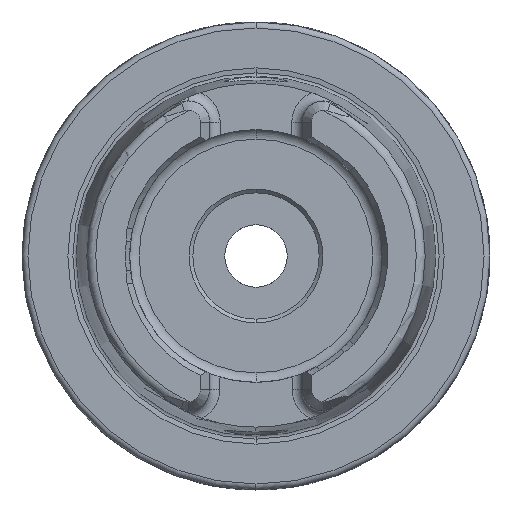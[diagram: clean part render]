
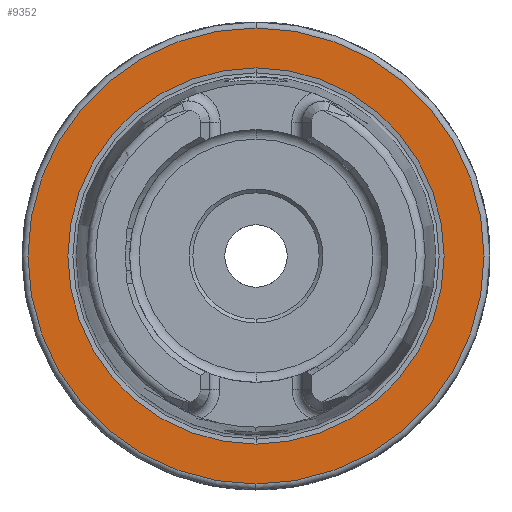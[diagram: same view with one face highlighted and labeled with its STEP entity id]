
A CAD part, left-side view. The second image highlights one B-rep face of the part: STEP entity #9352.
In plain terms, the highlighted planar face has unit normal (-1, 0, 0).
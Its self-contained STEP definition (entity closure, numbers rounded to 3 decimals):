
#259 = EDGE_LOOP ( 'NONE', ( #9351, #8779 ) ) ;
#505 = CIRCLE ( 'NONE', #2871, 30.7 ) ;
#557 = CIRCLE ( 'NONE', #9471, 25.324 ) ;
#1326 = CARTESIAN_POINT ( 'NONE',  ( 0., 0., 0. ) ) ;
#1452 = EDGE_CURVE ( 'NONE', #12128, #11829, #505, .T. ) ;
#1588 = CARTESIAN_POINT ( 'NONE',  ( 0., 0., -25.324 ) ) ;
#2322 = EDGE_CURVE ( 'NONE', #15921, #14549, #14728, .T. ) ;
#2426 = AXIS2_PLACEMENT_3D ( 'NONE', #12591, #14985, #7564 ) ;
#2688 = DIRECTION ( 'NONE',  ( 0., 0., 1. ) ) ;
#2871 = AXIS2_PLACEMENT_3D ( 'NONE', #14901, #14515, #12391 ) ;
#3279 = CIRCLE ( 'NONE', #15596, 30.7 ) ;
#4820 = EDGE_CURVE ( 'NONE', #11829, #12128, #3279, .T. ) ;
#4824 = EDGE_CURVE ( 'NONE', #14549, #15921, #557, .T. ) ;
#5350 = CARTESIAN_POINT ( 'NONE',  ( 0., 0., 30.7 ) ) ;
#5620 = DIRECTION ( 'NONE',  ( -1., 0., 0. ) ) ;
#6484 = CARTESIAN_POINT ( 'NONE',  ( 0., 0., 0. ) ) ;
#7564 = DIRECTION ( 'NONE',  ( 0., 0., -1. ) ) ;
#7594 = AXIS2_PLACEMENT_3D ( 'NONE', #13185, #5620, #14340 ) ;
#7762 = DIRECTION ( 'NONE',  ( 0., 0., 1. ) ) ;
#7971 = ORIENTED_EDGE ( 'NONE', *, *, #4820, .T. ) ;
#7989 = EDGE_LOOP ( 'NONE', ( #8389, #7971 ) ) ;
#8389 = ORIENTED_EDGE ( 'NONE', *, *, #1452, .T. ) ;
#8779 = ORIENTED_EDGE ( 'NONE', *, *, #2322, .F. ) ;
#9351 = ORIENTED_EDGE ( 'NONE', *, *, #4824, .F. ) ;
#9352 = ADVANCED_FACE ( 'NONE', ( #13961, #11100 ), #10038, .F. ) ;
#9471 = AXIS2_PLACEMENT_3D ( 'NONE', #1326, #10288, #2688 ) ;
#10038 = PLANE ( 'NONE',  #2426 ) ;
#10288 = DIRECTION ( 'NONE',  ( -1., 0., 0. ) ) ;
#10607 = CARTESIAN_POINT ( 'NONE',  ( 0., 0., 25.324 ) ) ;
#11100 = FACE_OUTER_BOUND ( 'NONE', #7989, .T. ) ;
#11829 = VERTEX_POINT ( 'NONE', #13574 ) ;
#12128 = VERTEX_POINT ( 'NONE', #5350 ) ;
#12391 = DIRECTION ( 'NONE',  ( 0., 0., 1. ) ) ;
#12591 = CARTESIAN_POINT ( 'NONE',  ( 0., 30.7, 0. ) ) ;
#13185 = CARTESIAN_POINT ( 'NONE',  ( 0., 0., 0. ) ) ;
#13574 = CARTESIAN_POINT ( 'NONE',  ( 0., 0., -30.7 ) ) ;
#13961 = FACE_BOUND ( 'NONE', #259, .T. ) ;
#14340 = DIRECTION ( 'NONE',  ( 0., 0., 1. ) ) ;
#14515 = DIRECTION ( 'NONE',  ( -1., 0., 0. ) ) ;
#14549 = VERTEX_POINT ( 'NONE', #10607 ) ;
#14728 = CIRCLE ( 'NONE', #7594, 25.324 ) ;
#14901 = CARTESIAN_POINT ( 'NONE',  ( 0., 0., 0. ) ) ;
#14985 = DIRECTION ( 'NONE',  ( 1., 0., 0. ) ) ;
#15170 = DIRECTION ( 'NONE',  ( -1., 0., 0. ) ) ;
#15596 = AXIS2_PLACEMENT_3D ( 'NONE', #6484, #15170, #7762 ) ;
#15921 = VERTEX_POINT ( 'NONE', #1588 ) ;
